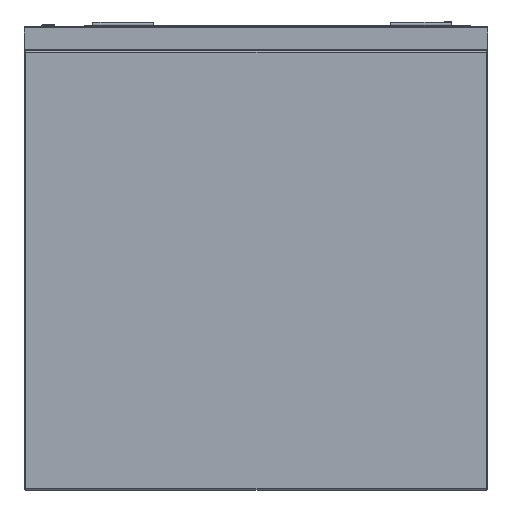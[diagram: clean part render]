
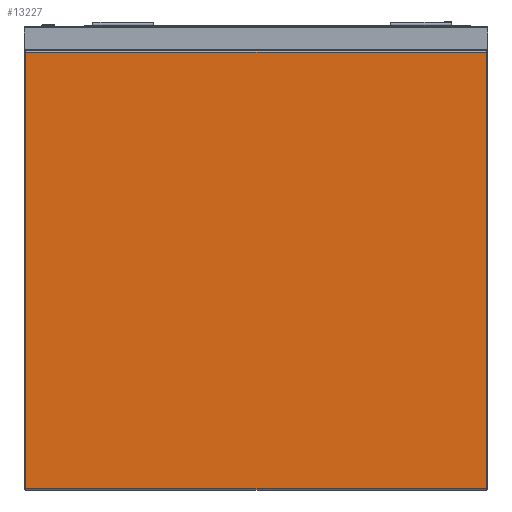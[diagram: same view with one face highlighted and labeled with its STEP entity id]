
A CAD part, left-side view. The second image highlights one B-rep face of the part: STEP entity #13227.
In plain terms, the highlighted planar face has unit normal (-1, 0, 0).
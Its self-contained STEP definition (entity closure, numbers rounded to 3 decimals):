
#170 = EDGE_CURVE ( 'NONE', #5451, #2472, #6656, .T. ) ;
#494 = PLANE ( 'NONE',  #3275 ) ;
#566 = CARTESIAN_POINT ( 'NONE',  ( -297.5, 378., -758. ) ) ;
#1684 = DIRECTION ( 'NONE',  ( 0., 0., 1. ) ) ;
#2116 = VECTOR ( 'NONE', #14851, 1000. ) ;
#2472 = VERTEX_POINT ( 'NONE', #14786 ) ;
#2823 = CARTESIAN_POINT ( 'NONE',  ( -297.5, 378., -42. ) ) ;
#3275 = AXIS2_PLACEMENT_3D ( 'NONE', #15022, #8916, #1684 ) ;
#3927 = ORIENTED_EDGE ( 'NONE', *, *, #4360, .T. ) ;
#4095 = DIRECTION ( 'NONE',  ( 0., 1., 0. ) ) ;
#4360 = EDGE_CURVE ( 'NONE', #2472, #6168, #13584, .T. ) ;
#5415 = ORIENTED_EDGE ( 'NONE', *, *, #11966, .T. ) ;
#5451 = VERTEX_POINT ( 'NONE', #566 ) ;
#5817 = VECTOR ( 'NONE', #8714, 1000. ) ;
#5868 = ORIENTED_EDGE ( 'NONE', *, *, #170, .T. ) ;
#6168 = VERTEX_POINT ( 'NONE', #12526 ) ;
#6656 = LINE ( 'NONE', #6811, #12646 ) ;
#6811 = CARTESIAN_POINT ( 'NONE',  ( -297.5, -380., -758. ) ) ;
#7964 = EDGE_CURVE ( 'NONE', #6168, #12237, #9179, .T. ) ;
#8157 = EDGE_LOOP ( 'NONE', ( #3927, #15534, #5415, #5868 ) ) ;
#8714 = DIRECTION ( 'NONE',  ( 0., 0., -1. ) ) ;
#8896 = CARTESIAN_POINT ( 'NONE',  ( -297.5, -378., -760. ) ) ;
#8916 = DIRECTION ( 'NONE',  ( -1., 0., 0. ) ) ;
#9179 = LINE ( 'NONE', #14981, #11029 ) ;
#11029 = VECTOR ( 'NONE', #4095, 1000. ) ;
#11577 = DIRECTION ( 'NONE',  ( 0., -1., 0. ) ) ;
#11966 = EDGE_CURVE ( 'NONE', #12237, #5451, #14688, .T. ) ;
#12237 = VERTEX_POINT ( 'NONE', #2823 ) ;
#12526 = CARTESIAN_POINT ( 'NONE',  ( -297.5, -378., -42. ) ) ;
#12608 = CARTESIAN_POINT ( 'NONE',  ( -297.5, 378., -760. ) ) ;
#12646 = VECTOR ( 'NONE', #11577, 1000. ) ;
#13227 = ADVANCED_FACE ( 'Fl�che7', ( #14875 ), #494, .T. ) ;
#13584 = LINE ( 'NONE', #8896, #2116 ) ;
#14688 = LINE ( 'NONE', #12608, #5817 ) ;
#14786 = CARTESIAN_POINT ( 'NONE',  ( -297.5, -378., -758. ) ) ;
#14851 = DIRECTION ( 'NONE',  ( 0., 0., 1. ) ) ;
#14875 = FACE_OUTER_BOUND ( 'NONE', #8157, .T. ) ;
#14981 = CARTESIAN_POINT ( 'NONE',  ( -297.5, 380., -42. ) ) ;
#15022 = CARTESIAN_POINT ( 'NONE',  ( -297.5, -380., -760. ) ) ;
#15534 = ORIENTED_EDGE ( 'NONE', *, *, #7964, .T. ) ;
